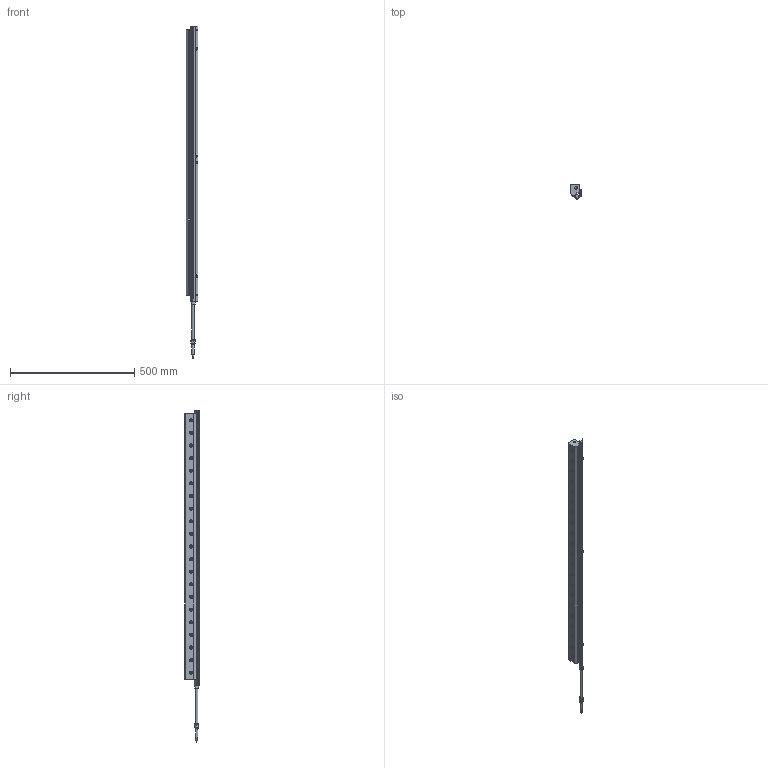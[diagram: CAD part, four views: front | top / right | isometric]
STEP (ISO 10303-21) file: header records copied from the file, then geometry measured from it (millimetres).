
FILE_DESCRIPTION(/* description */ (''),/* implementation_level */ '2;1');
FILE_NAME(/* name */ '112042-DIM.stp',/* time_stamp */ '2022-11-29T15:20:54-05:00',/* author */ ('Nathan Yorke'),/* organization */ (''),/* preprocessor_version */ 'ST-DEVELOPER v19',/* originating_system */ 'Autodesk Inventor 2023',/* authorisation */ '');
FILE_SCHEMA (('AUTOMOTIVE_DESIGN { 1 0 10303 214 3 1 1 }'));
Length unit declared in the file: inch
Products named in the file (1): 112042-DIM
Bounding box: 46.9 x 57.63 x 1336.13 mm (x, y, z)
Volume: 1670563.8 mm3; surface area: 321227.6 mm2
Topology: 2 solids, 2 shells, 759 faces, 1737 edges, 1144 vertices
Faces by surface type: plane 419, cylinder 208, cone 101, torus 29, bspline 2
Full cylindrical faces by diameter (mm): 0.635 x84, 1.984 x2, 2.54 x1, 2.845 x2, 3.454 x1, 3.485 x1, 4.089 x3, 4.978 x1, 5.055 x1, 5.159 x18, 6.35 x1, 6.604 x1, 6.731 x1, 6.747 x3, 8.128 x2, 9.144 x1, 9.169 x3, 9.423 x1, 9.525 x2, 10.058 x1, 10.414 x2, 11.1 x24, 11.112 x5, 12.7 x21, 13.462 x1, 13.716 x1, 15.875 x2
Entity records: 22351 total; most frequent: CARTESIAN_POINT 4397, DIRECTION 3621, ORIENTED_EDGE 3412, EDGE_CURVE 1706, AXIS2_PLACEMENT_3D 1390, VERTEX_POINT 1144, EDGE_LOOP 974, LINE 841
